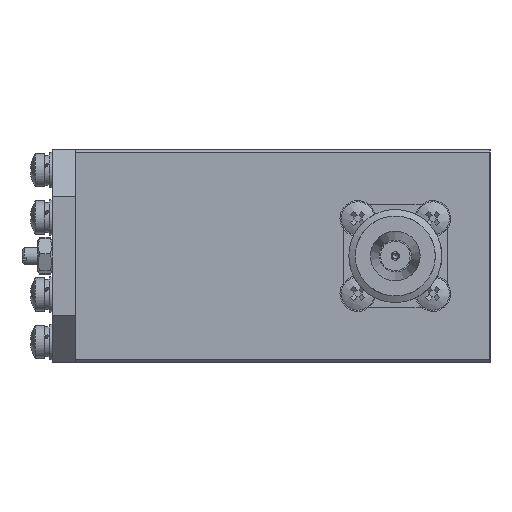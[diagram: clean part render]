
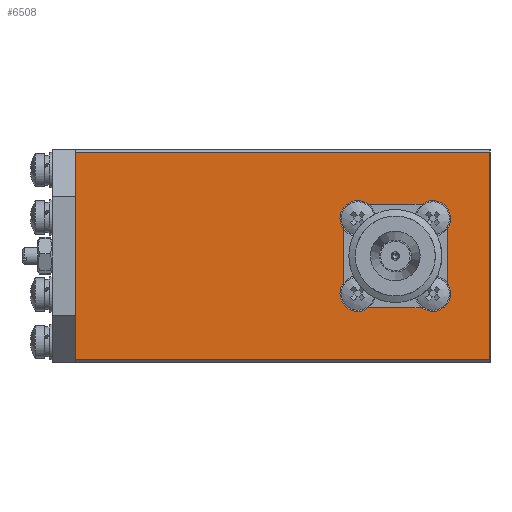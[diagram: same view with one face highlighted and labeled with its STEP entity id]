
A CAD part, left-side view. The second image highlights one B-rep face of the part: STEP entity #6508.
In plain terms, the highlighted planar face has unit normal (-1, 0, 0).
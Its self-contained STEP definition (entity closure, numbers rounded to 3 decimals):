
#6508=ADVANCED_FACE('',(#22300,#22302),#22304,.F.);
#22300=FACE_BOUND('',#22301,.T.);
#22301=EDGE_LOOP('',(#36000,#36001,#36002,#36003));
#22302=FACE_BOUND('',#22303,.T.);
#22303=EDGE_LOOP('',(#36004,#36005,#36006,#36007,#36008,#36009,#36010,#36011));
#22304=PLANE('',#22305);
#22305=AXIS2_PLACEMENT_3D('',#22306,#22307,#22308);
#22306=CARTESIAN_POINT('',(-70.5,70.,18.));
#22307=DIRECTION('',(1.,-0.,0.));
#22308=DIRECTION('',(0.,0.,-1.));
#36000=ORIENTED_EDGE('',*,*,#43099,.T.);
#36001=ORIENTED_EDGE('',*,*,#43082,.T.);
#36002=ORIENTED_EDGE('',*,*,#43100,.T.);
#36003=ORIENTED_EDGE('',*,*,#43084,.F.);
#36004=ORIENTED_EDGE('',*,*,#43101,.F.);
#36005=ORIENTED_EDGE('',*,*,#43102,.F.);
#36006=ORIENTED_EDGE('',*,*,#43103,.F.);
#36007=ORIENTED_EDGE('',*,*,#43104,.T.);
#36008=ORIENTED_EDGE('',*,*,#43105,.T.);
#36009=ORIENTED_EDGE('',*,*,#43106,.T.);
#36010=ORIENTED_EDGE('',*,*,#43107,.T.);
#36011=ORIENTED_EDGE('',*,*,#43108,.F.);
#43082=EDGE_CURVE('',#48735,#48733,#48736,.T.);
#43084=EDGE_CURVE('',#48738,#48739,#48740,.T.);
#43099=EDGE_CURVE('',#48738,#48735,#48767,.T.);
#43100=EDGE_CURVE('',#48733,#48739,#48768,.T.);
#43101=EDGE_CURVE('',#48769,#48770,#48771,.T.);
#43102=EDGE_CURVE('',#48772,#48769,#48773,.T.);
#43103=EDGE_CURVE('',#48774,#48772,#48775,.T.);
#43104=EDGE_CURVE('',#48774,#48776,#48777,.T.);
#43105=EDGE_CURVE('',#48776,#48778,#48779,.T.);
#43106=EDGE_CURVE('',#48778,#48780,#48781,.T.);
#43107=EDGE_CURVE('',#48780,#48782,#48783,.T.);
#43108=EDGE_CURVE('',#48770,#48782,#48784,.T.);
#48733=VERTEX_POINT('',#69777);
#48735=VERTEX_POINT('',#69781);
#48736=LINE('',#69782,#69783);
#48738=VERTEX_POINT('',#69788);
#48739=VERTEX_POINT('',#69789);
#48740=LINE('',#69790,#69791);
#48767=LINE('',#69851,#69852);
#48768=LINE('',#69854,#69855);
#48769=VERTEX_POINT('',#69857);
#48770=VERTEX_POINT('',#69858);
#48771=LINE('',#69859,#69860);
#48772=VERTEX_POINT('',#69862);
#48773=LINE('',#69863,#69864);
#48774=VERTEX_POINT('',#69866);
#48775=LINE('',#69867,#69868);
#48776=VERTEX_POINT('',#69870);
#48777=LINE('',#69871,#69872);
#48778=VERTEX_POINT('',#69874);
#48779=LINE('',#69875,#69876);
#48780=VERTEX_POINT('',#69878);
#48781=LINE('',#69879,#69880);
#48782=VERTEX_POINT('',#69882);
#48783=LINE('',#69883,#69884);
#48784=LINE('',#69886,#69887);
#69777=CARTESIAN_POINT('',(-70.5,0.,17.5));
#69781=CARTESIAN_POINT('',(-70.5,0.,-17.5));
#69782=CARTESIAN_POINT('',(-70.5,0.,-17.5));
#69783=VECTOR('',#69784,1.);
#69784=DIRECTION('',(0.,0.,1.));
#69788=CARTESIAN_POINT('',(-70.5,70.,-17.5));
#69789=CARTESIAN_POINT('',(-70.5,70.,17.5));
#69790=CARTESIAN_POINT('',(-70.5,70.,-17.5));
#69791=VECTOR('',#69792,1.);
#69792=DIRECTION('',(0.,0.,1.));
#69851=CARTESIAN_POINT('',(-70.5,70.,-17.5));
#69852=VECTOR('',#69853,1.);
#69853=DIRECTION('',(0.,-1.,0.));
#69854=CARTESIAN_POINT('',(-70.5,0.,17.5));
#69855=VECTOR('',#69856,1.);
#69856=DIRECTION('',(0.,1.,0.));
#69857=CARTESIAN_POINT('',(-70.5,7.25,-7.25));
#69858=CARTESIAN_POINT('',(-70.5,7.25,7.25));
#69859=CARTESIAN_POINT('',(-70.5,7.25,-7.25));
#69860=VECTOR('',#69861,1.);
#69861=DIRECTION('',(0.,0.,1.));
#69862=CARTESIAN_POINT('',(-70.5,8.75,-8.75));
#69863=CARTESIAN_POINT('',(-70.5,8.75,-8.75));
#69864=VECTOR('',#69865,1.);
#69865=DIRECTION('',(0.,-0.707,0.707));
#69866=CARTESIAN_POINT('',(-70.5,23.25,-8.75));
#69867=CARTESIAN_POINT('',(-70.5,23.25,-8.75));
#69868=VECTOR('',#69869,1.);
#69869=DIRECTION('',(0.,-1.,0.));
#69870=CARTESIAN_POINT('',(-70.5,24.75,-7.25));
#69871=CARTESIAN_POINT('',(-70.5,23.25,-8.75));
#69872=VECTOR('',#69873,1.);
#69873=DIRECTION('',(0.,0.707,0.707));
#69874=CARTESIAN_POINT('',(-70.5,24.75,7.25));
#69875=CARTESIAN_POINT('',(-70.5,24.75,-7.25));
#69876=VECTOR('',#69877,1.);
#69877=DIRECTION('',(0.,0.,1.));
#69878=CARTESIAN_POINT('',(-70.5,23.25,8.75));
#69879=CARTESIAN_POINT('',(-70.5,24.75,7.25));
#69880=VECTOR('',#69881,1.);
#69881=DIRECTION('',(0.,-0.707,0.707));
#69882=CARTESIAN_POINT('',(-70.5,8.75,8.75));
#69883=CARTESIAN_POINT('',(-70.5,23.25,8.75));
#69884=VECTOR('',#69885,1.);
#69885=DIRECTION('',(0.,-1.,0.));
#69886=CARTESIAN_POINT('',(-70.5,7.25,7.25));
#69887=VECTOR('',#69888,1.);
#69888=DIRECTION('',(0.,0.707,0.707));
